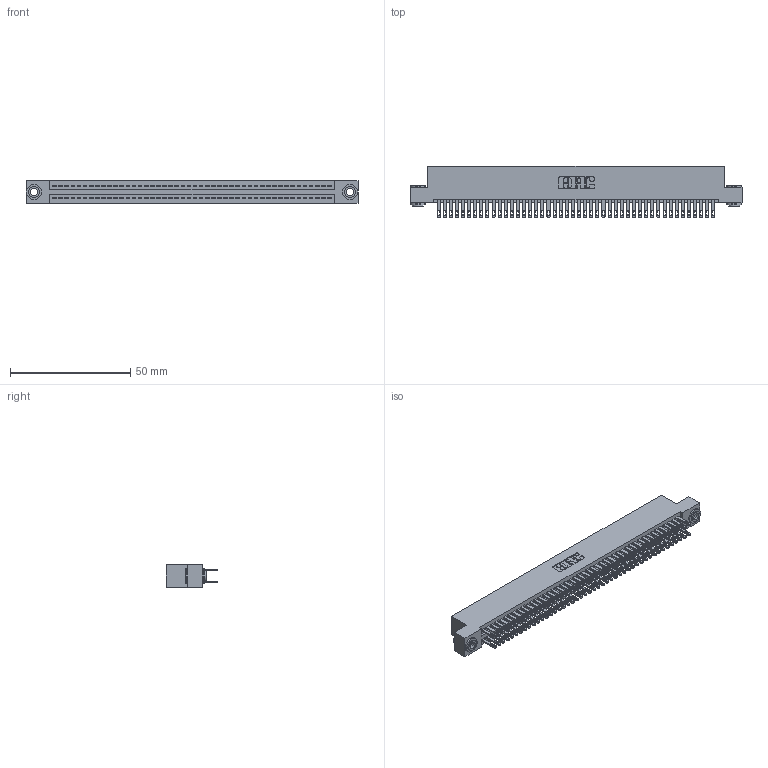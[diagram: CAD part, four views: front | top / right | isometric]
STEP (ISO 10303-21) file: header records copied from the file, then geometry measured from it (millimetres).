
FILE_DESCRIPTION (( 'STEP AP203' ), '1' );
FILE_NAME ('345-092-500-203.STEP', '2018-10-04T19:38:34', ( '' ), ( '' ), 'SwSTEP 2.0', 'SolidWorks 2016', '' );
FILE_SCHEMA (( 'CONFIG_CONTROL_DESIGN' ));
Length unit declared in the file: inch
Products named in the file (4): 345-250-002_345-250-002-102; 345-292-001_345-293-100; 345-092-500-203; 345 Part_Flush Mounting Lugs - 0.156 Dia-TH
Assembly tree (95 placements, depth 2):
  345-092-500-203
    345 Part_Flush Mounting Lugs - 0.156 Dia-TH
    345-292-001_345-293-100  x92
    345-250-002_345-250-002-102  x2
Bounding box: 138.05 x 21.51 x 9.4 mm (x, y, z)
Volume: 13747.9 mm3; surface area: 21542.4 mm2
Topology: 95 solids, 95 shells, 4396 faces, 13389 edges, 8922 vertices
Faces by surface type: plane 2574, cylinder 1814, cone 8
Entity records: 36134 total; most frequent: CARTESIAN_POINT 6027, ORIENTED_EDGE 5954, DIRECTION 5343, EDGE_CURVE 2977, VECTOR 2633, LINE 2633, VERTEX_POINT 1982, AXIS2_PLACEMENT_3D 1355
